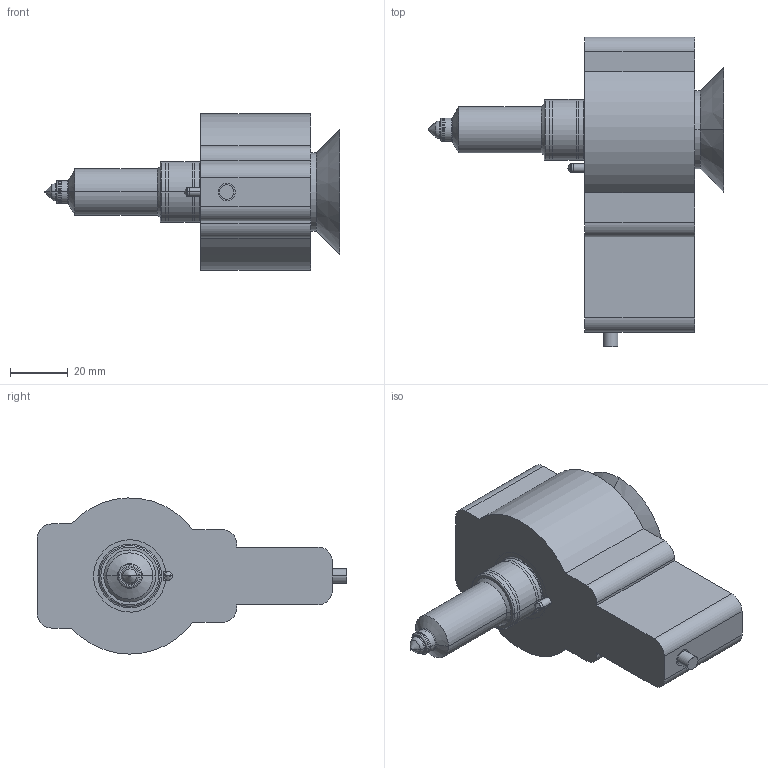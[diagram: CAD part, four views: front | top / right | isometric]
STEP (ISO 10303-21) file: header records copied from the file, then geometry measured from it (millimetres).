
FILE_DESCRIPTION (( 'STEP AP203' ), '1' );
FILE_NAME ('Dysza centralna 16x054 EA-WP16.STEP', '2017-06-09T09:24:41', ( '' ), ( '' ), 'SwSTEP 2.0', 'SolidWorks 2016', '' );
FILE_SCHEMA (( 'CONFIG_CONTROL_DESIGN' ));
Length unit declared in the file: millimetre
Products named in the file (9): nak³adka - EA-WP-22; komora nak³adki 22; grza³ka opaskowa 30x22 - nak³adka 22 - 22000-09; nak³adka 22 - 22000-11; nakladka do dyszy centralnej 22 - 22000-11; 16x054 - dysza - 16054-00_Standard; 16x054 - komora_STANDARD; 16x054 - korpus - 22056-02; Dysza centralna 16x054 EA-WP16
Assembly tree (8 placements, depth 4):
  Dysza centralna 16x054 EA-WP16
    16x054 - dysza - 16054-00_Standard
      16x054 - korpus - 22056-02
      16x054 - komora_STANDARD
    nak³adka - EA-WP-22
      nak³adka 22 - 22000-11
        nakladka do dyszy centralnej 22 - 22000-11
      grza³ka opaskowa 30x22 - nak³adka 22 - 22000-09
      komora nak³adki 22
Bounding box: 102 x 107 x 53.99 mm (x, y, z)
Volume: 201535.3 mm3; surface area: 46579.4 mm2
Topology: 8 solids, 12 shells, 416 faces, 964 edges, 569 vertices
Faces by surface type: cylinder 152, torus 84, plane 77, cone 71, sphere 18, bspline 14
Entity records: 18750 total; most frequent: CARTESIAN_POINT 8313, DIRECTION 2147, ORIENTED_EDGE 1916, EDGE_CURVE 958, AXIS2_PLACEMENT_3D 910, VERTEX_POINT 569, CIRCLE 494, EDGE_LOOP 441
